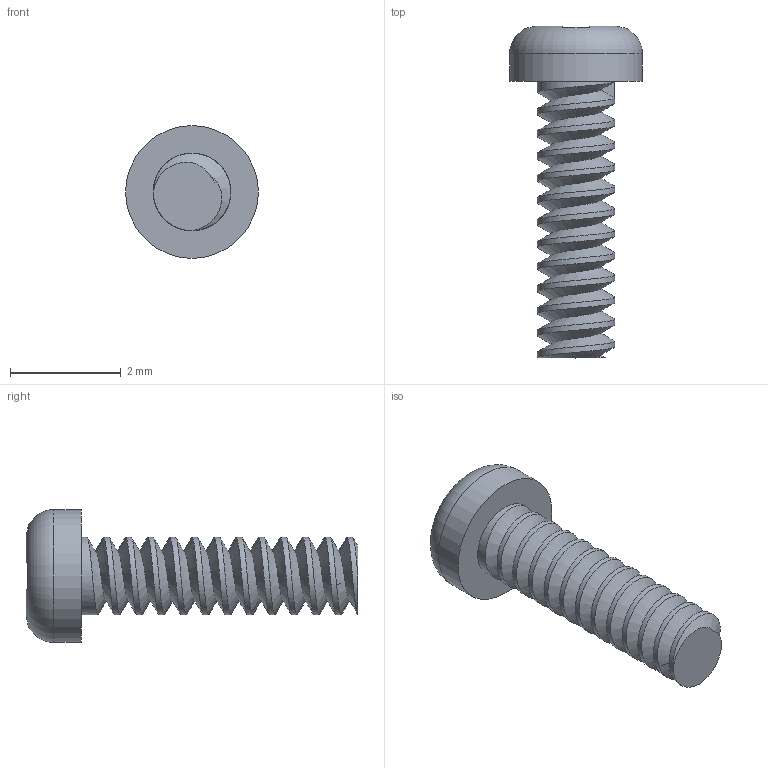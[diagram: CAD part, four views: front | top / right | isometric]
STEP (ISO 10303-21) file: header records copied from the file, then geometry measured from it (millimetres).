
FILE_DESCRIPTION(/* description */ (''),/* implementation_level */ '2;1');
FILE_NAME(/* name */ 'Internal Screw.ipt.step',/* time_stamp */ '2020-04-16T23:15:01-04:00',/* author */ ('Hannah'),/* organization */ (''),/* preprocessor_version */ 'ST-DEVELOPER v17',/* originating_system */ 'Autodesk Inventor 2019',/* authorisation */ '');
FILE_SCHEMA (('AUTOMOTIVE_DESIGN { 1 0 10303 214 3 1 1 }'));
Length unit declared in the file: inch
Products named in the file (1): Internal Screw
Bounding box: 2.4 x 6 x 2.4 mm (x, y, z)
Volume: 9.3 mm3; surface area: 50 mm2
Topology: 1 solids, 1 shells, 43 faces, 143 edges, 103 vertices
Faces by surface type: plane 20, cylinder 14, bspline 8, torus 1
Full cylindrical faces by diameter (mm): 1.4 x12, 2.4 x1
Entity records: 4289 total; most frequent: CARTESIAN_POINT 3151, ORIENTED_EDGE 286, DIRECTION 146, EDGE_CURVE 143, VERTEX_POINT 103, B_SPLINE_CURVE_WITH_KNOTS 81, LINE 50, VECTOR 50
